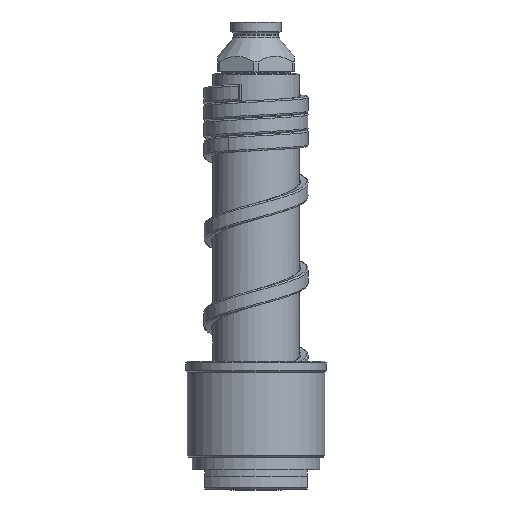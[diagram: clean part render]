
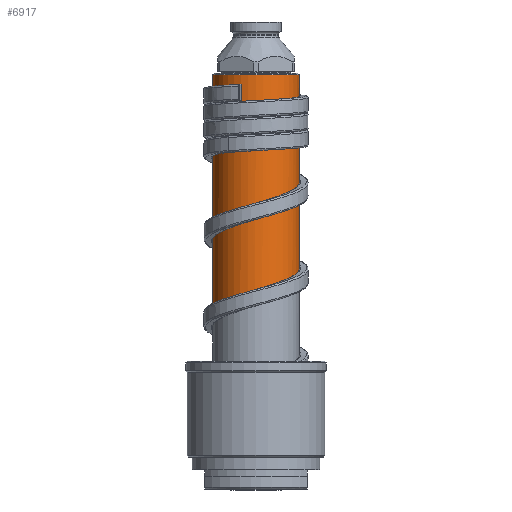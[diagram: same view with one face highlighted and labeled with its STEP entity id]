
A CAD part, front view. The second image highlights one B-rep face of the part: STEP entity #6917.
In plain terms, the highlighted cylindrical face has radius 13.5 mm (diameter 27 mm), a partial arc.
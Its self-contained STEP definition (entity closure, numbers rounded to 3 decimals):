
#337=CARTESIAN_POINT('',(-13.5,0.,55.139));
#338=CARTESIAN_POINT('',(-13.5,-0.884,
55.421));
#339=CARTESIAN_POINT('',(-13.326,-2.651,55.983));
#340=CARTESIAN_POINT('',(-12.553,-5.2,56.827));
#341=CARTESIAN_POINT('',(-11.297,-7.549,57.671));
#342=CARTESIAN_POINT('',(-9.607,-9.607,58.514));
#343=CARTESIAN_POINT('',(-7.549,-11.297,59.358));
#344=CARTESIAN_POINT('',(-5.2,-12.553,60.202));
#345=CARTESIAN_POINT('',(-2.651,-13.326,61.046));
#346=CARTESIAN_POINT('',(0.,-13.587,
61.889));
#347=CARTESIAN_POINT('',(2.651,-13.326,62.733));
#348=CARTESIAN_POINT('',(5.2,-12.553,63.577));
#349=CARTESIAN_POINT('',(7.549,-11.297,64.421));
#350=CARTESIAN_POINT('',(9.607,-9.607,65.264));
#351=CARTESIAN_POINT('',(11.297,-7.549,66.108));
#352=CARTESIAN_POINT('',(12.553,-5.2,66.952));
#353=CARTESIAN_POINT('',(13.326,-2.651,67.796));
#354=CARTESIAN_POINT('',(13.5,-0.884,68.358));
#355=CARTESIAN_POINT('',(13.5,0.,68.639));
#357=DIRECTION('',(0.,0.,-1.));
#358=VECTOR('',#357,74.361);
#359=CARTESIAN_POINT('',(-13.5,0.,
129.5));
#360=LINE('',#359,#358);
#361=DIRECTION('',(0.,0.,-1.));
#362=VECTOR('',#361,60.861);
#363=CARTESIAN_POINT('',(13.5,0.,
129.5));
#364=LINE('',#363,#362);
#537=CARTESIAN_POINT('',(-13.5,0.,55.139));
#554=CARTESIAN_POINT('',(13.5,0.,68.639));
#4286=CARTESIAN_POINT('',(0.,0.,129.5));
#4287=DIRECTION('',(0.,0.,-1.));
#4288=DIRECTION('',(1.,0.,0.));
#4289=AXIS2_PLACEMENT_3D('',#4286,#4287,#4288);
#6011=CARTESIAN_POINT('',(13.5,0.,129.5));
#6012=CARTESIAN_POINT('',(-13.5,0.,129.5));
#6013=VERTEX_POINT('',#6011);
#6014=VERTEX_POINT('',#6012);
#6540=VERTEX_POINT('',#537);
#6541=VERTEX_POINT('',#554);
#6903=CARTESIAN_POINT('',(0.,0.,-6.5));
#6904=DIRECTION('',(0.,0.,1.));
#6905=DIRECTION('',(-1.,0.,0.));
#6906=AXIS2_PLACEMENT_3D('',#6903,#6904,#6905);
#6907=CYLINDRICAL_SURFACE('',#6906,13.5);
#6908=ORIENTED_EDGE('',*,*,#6806,.F.);
#6910=ORIENTED_EDGE('',*,*,#6909,.F.);
#6912=ORIENTED_EDGE('',*,*,#6911,.F.);
#6914=ORIENTED_EDGE('',*,*,#6913,.T.);
#6915=EDGE_LOOP('',(#6908,#6910,#6912,#6914));
#6916=FACE_OUTER_BOUND('',#6915,.F.);
#356=B_SPLINE_CURVE_WITH_KNOTS('',3,(#337,#338,#339,#340,#341,#342,#343,#344,
#345,#346,#347,#348,#349,#350,#351,#352,#353,#354,#355),.UNSPECIFIED.,.F.,.F.,
(4,1,1,1,1,1,1,1,1,1,1,1,1,1,1,1,4),(0.,0.063,0.125,0.188,0.25,
0.313,0.375,0.438,0.5,0.563,0.625,0.688,0.75,0.813,
0.875,0.938,1.),.UNSPECIFIED.);
#4290=CIRCLE('',#4289,13.5);
#6806=EDGE_CURVE('',#6540,#6541,#356,.T.);
#6909=EDGE_CURVE('',#6014,#6540,#360,.T.);
#6911=EDGE_CURVE('',#6013,#6014,#4290,.T.);
#6913=EDGE_CURVE('',#6013,#6541,#364,.T.);
#6917=ADVANCED_FACE('',(#6916),#6907,.T.);
